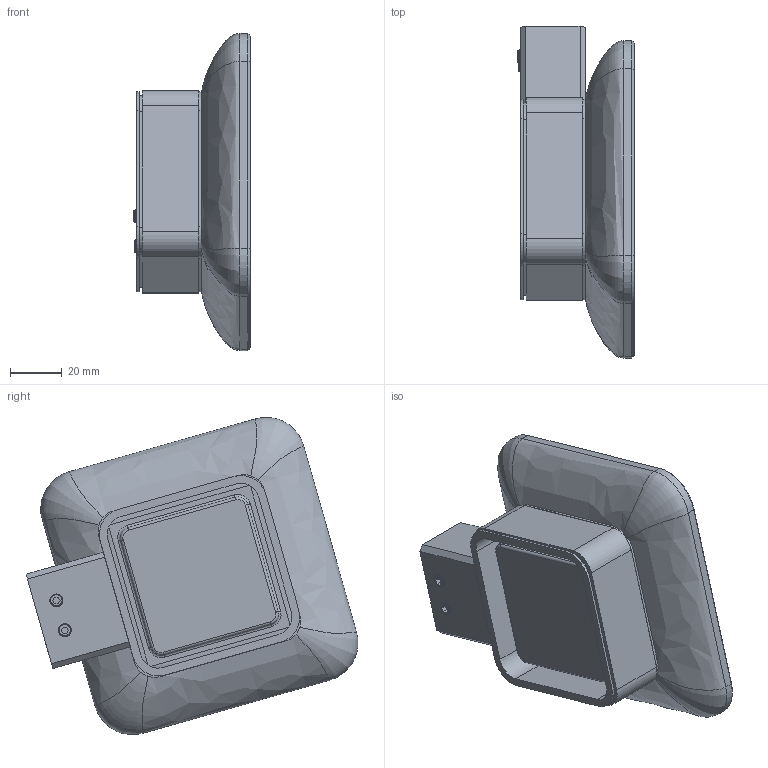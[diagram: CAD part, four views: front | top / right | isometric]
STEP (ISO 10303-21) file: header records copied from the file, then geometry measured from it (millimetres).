
FILE_DESCRIPTION((''),'2;1');
FILE_NAME('MG25625_ASM','2023-09-18T14:56:04',('Admin'),(''),'CREO PARAMETRIC BY PTC INC, 2018050','CREO PARAMETRIC BY PTC INC, 2018050','');
FILE_SCHEMA(('CONFIG_CONTROL_DESIGN'));
Length unit declared in the file: millimetre
Products named in the file (9): 1; 2; PRT0044; PRT0045; S38003; S38064; PRT0046; PRT0048; MG25625_ASM
Assembly tree (11 placements, depth 2):
  MG25625_ASM
    1
    2
    PRT0044
    PRT0045
    S38003  x2
    S38064  x2
    PRT0046  x2
    PRT0048
Bounding box: 45.1 x 128.27 x 122.55 mm (x, y, z)
Volume: 117072.9 mm3; surface area: 71951.4 mm2
Topology: 12 solids, 13 shells, 424 faces, 1088 edges, 690 vertices
Faces by surface type: plane 190, cylinder 152, bspline 40, cone 22, extrusion 8, torus 8, sphere 4
Entity records: 16853 total; most frequent: CARTESIAN_POINT 9088, ORIENTED_EDGE 1604, DIRECTION 1499, EDGE_CURVE 804, VERTEX_POINT 513, AXIS2_PLACEMENT_3D 503, VECTOR 493, LINE 485
